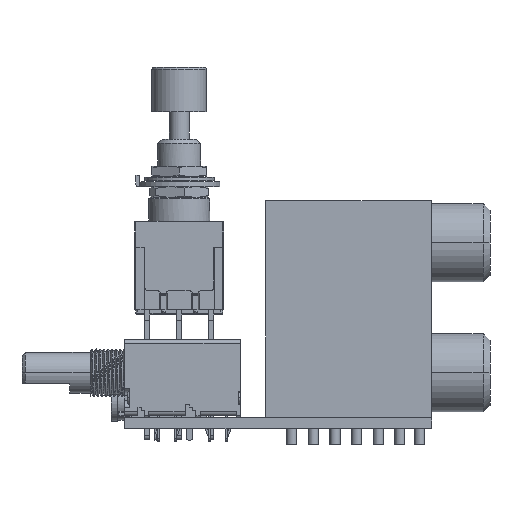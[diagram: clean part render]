
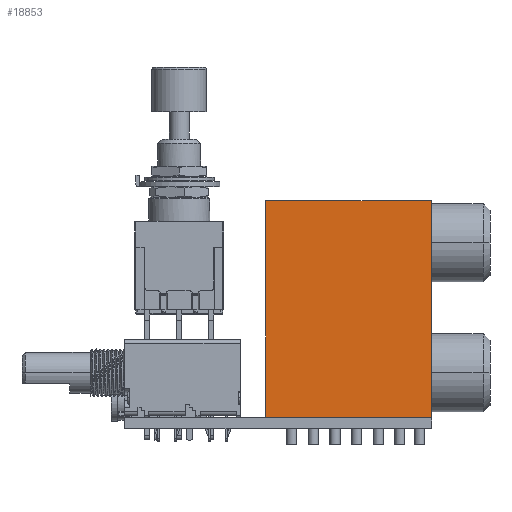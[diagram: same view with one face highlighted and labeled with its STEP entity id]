
A CAD part, front view. The second image highlights one B-rep face of the part: STEP entity #18853.
In plain terms, the highlighted planar face has unit normal (0, -1, 0).
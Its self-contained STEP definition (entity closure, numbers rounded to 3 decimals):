
#18429 = VERTEX_POINT('',#18430);
#18430 = CARTESIAN_POINT('',(-24.35,-8.2,31.825));
#18436 = EDGE_CURVE('',#18429,#18437,#18439,.T.);
#18437 = VERTEX_POINT('',#18438);
#18438 = CARTESIAN_POINT('',(-24.35,-8.2,0.075));
#18439 = LINE('',#18440,#18441);
#18440 = CARTESIAN_POINT('',(-24.35,-8.2,31.825));
#18441 = VECTOR('',#18442,1.);
#18442 = DIRECTION('',(0.,0.,-1.));
#18491 = VERTEX_POINT('',#18492);
#18492 = CARTESIAN_POINT('',(-0.05,-8.2,0.075));
#18498 = EDGE_CURVE('',#18499,#18491,#18501,.T.);
#18499 = VERTEX_POINT('',#18500);
#18500 = CARTESIAN_POINT('',(-0.05,-8.2,31.825));
#18501 = LINE('',#18502,#18503);
#18502 = CARTESIAN_POINT('',(-0.05,-8.2,31.825));
#18503 = VECTOR('',#18504,1.);
#18504 = DIRECTION('',(0.,0.,-1.));
#18583 = EDGE_CURVE('',#18491,#18437,#18584,.T.);
#18584 = LINE('',#18585,#18586);
#18585 = CARTESIAN_POINT('',(-0.05,-8.2,0.075));
#18586 = VECTOR('',#18587,1.);
#18587 = DIRECTION('',(-1.,0.,0.));
#18853 = ADVANCED_FACE('',(#18854),#18865,.T.);
#18854 = FACE_BOUND('',#18855,.F.);
#18855 = EDGE_LOOP('',(#18856,#18857,#18858,#18859));
#18856 = ORIENTED_EDGE('',*,*,#18498,.T.);
#18857 = ORIENTED_EDGE('',*,*,#18583,.T.);
#18858 = ORIENTED_EDGE('',*,*,#18436,.F.);
#18859 = ORIENTED_EDGE('',*,*,#18860,.F.);
#18860 = EDGE_CURVE('',#18499,#18429,#18861,.T.);
#18861 = LINE('',#18862,#18863);
#18862 = CARTESIAN_POINT('',(-0.05,-8.2,31.825));
#18863 = VECTOR('',#18864,1.);
#18864 = DIRECTION('',(-1.,0.,0.));
#18865 = PLANE('',#18866);
#18866 = AXIS2_PLACEMENT_3D('',#18867,#18868,#18869);
#18867 = CARTESIAN_POINT('',(-0.05,-8.2,31.825));
#18868 = DIRECTION('',(0.,-1.,0.));
#18869 = DIRECTION('',(0.,0.,-1.));
